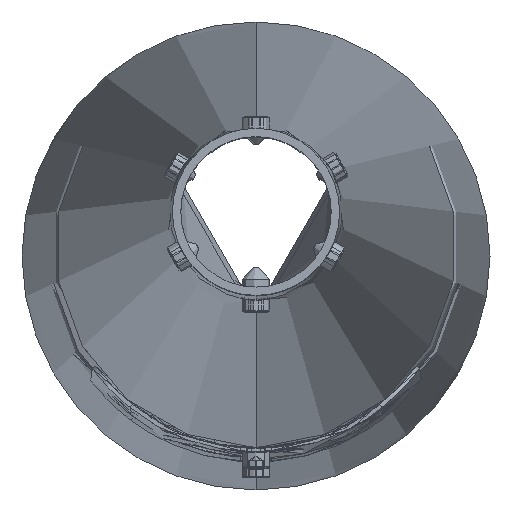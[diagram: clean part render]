
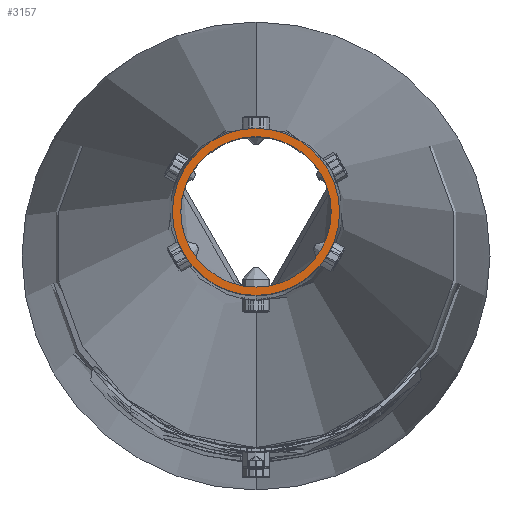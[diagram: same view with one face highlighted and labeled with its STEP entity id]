
A CAD part, top view. The second image highlights one B-rep face of the part: STEP entity #3157.
In plain terms, the highlighted face is planar.
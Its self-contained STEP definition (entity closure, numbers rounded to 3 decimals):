
#184 = AXIS2_PLACEMENT_3D ( 'NONE', #6534, #2817, #5969 ) ;
#226 = DIRECTION ( 'NONE',  ( 0., -1., 0. ) ) ;
#265 = FACE_OUTER_BOUND ( 'NONE', #2270, .T. ) ;
#333 = DIRECTION ( 'NONE',  ( 0., 1., 0. ) ) ;
#554 = DIRECTION ( 'NONE',  ( 0., 0., -1. ) ) ;
#894 = ORIENTED_EDGE ( 'NONE', *, *, #4794, .F. ) ;
#1058 = DIRECTION ( 'NONE',  ( 0., 0., -1. ) ) ;
#1165 = ORIENTED_EDGE ( 'NONE', *, *, #3205, .T. ) ;
#1472 = EDGE_LOOP ( 'NONE', ( #1165, #4684 ) ) ;
#1551 = CARTESIAN_POINT ( 'NONE',  ( 0., 9100., -30. ) ) ;
#1896 = FACE_BOUND ( 'NONE', #1472, .T. ) ;
#2066 = DIRECTION ( 'NONE',  ( 0., -1., 0. ) ) ;
#2244 = CIRCLE ( 'NONE', #6239, 30. ) ;
#2270 = EDGE_LOOP ( 'NONE', ( #894, #6327 ) ) ;
#2432 = CARTESIAN_POINT ( 'NONE',  ( 0., 9100., 30. ) ) ;
#2456 = PLANE ( 'NONE',  #4906 ) ;
#2486 = EDGE_CURVE ( 'NONE', #5161, #2837, #5343, .T. ) ;
#2564 = CARTESIAN_POINT ( 'NONE',  ( 0., 9100., -27. ) ) ;
#2686 = DIRECTION ( 'NONE',  ( 0., -1., 0. ) ) ;
#2710 = CIRCLE ( 'NONE', #7054, 27. ) ;
#2817 = DIRECTION ( 'NONE',  ( 0., -1., 0. ) ) ;
#2837 = VERTEX_POINT ( 'NONE', #1551 ) ;
#3157 = ADVANCED_FACE ( 'NONE', ( #1896, #265 ), #2456, .T. ) ;
#3205 = EDGE_CURVE ( 'NONE', #5609, #3236, #4791, .T. ) ;
#3236 = VERTEX_POINT ( 'NONE', #5480 ) ;
#3916 = EDGE_CURVE ( 'NONE', #3236, #5609, #2710, .T. ) ;
#4093 = CARTESIAN_POINT ( 'NONE',  ( 0., 9100., 0. ) ) ;
#4109 = CARTESIAN_POINT ( 'NONE',  ( -30., 9100., 0. ) ) ;
#4225 = CARTESIAN_POINT ( 'NONE',  ( 0., 9100., 0. ) ) ;
#4684 = ORIENTED_EDGE ( 'NONE', *, *, #3916, .T. ) ;
#4791 = CIRCLE ( 'NONE', #5588, 27. ) ;
#4794 = EDGE_CURVE ( 'NONE', #2837, #5161, #2244, .T. ) ;
#4906 = AXIS2_PLACEMENT_3D ( 'NONE', #4109, #333, #6280 ) ;
#4916 = CARTESIAN_POINT ( 'NONE',  ( 0., 9100., 0. ) ) ;
#5161 = VERTEX_POINT ( 'NONE', #2432 ) ;
#5343 = CIRCLE ( 'NONE', #184, 30. ) ;
#5480 = CARTESIAN_POINT ( 'NONE',  ( 0., 9100., 27. ) ) ;
#5588 = AXIS2_PLACEMENT_3D ( 'NONE', #4916, #2066, #1058 ) ;
#5609 = VERTEX_POINT ( 'NONE', #2564 ) ;
#5969 = DIRECTION ( 'NONE',  ( 0., 0., -1. ) ) ;
#6239 = AXIS2_PLACEMENT_3D ( 'NONE', #4225, #2686, #554 ) ;
#6268 = DIRECTION ( 'NONE',  ( 0., 0., -1. ) ) ;
#6280 = DIRECTION ( 'NONE',  ( 0., 0., 1. ) ) ;
#6327 = ORIENTED_EDGE ( 'NONE', *, *, #2486, .F. ) ;
#6534 = CARTESIAN_POINT ( 'NONE',  ( 0., 9100., 0. ) ) ;
#7054 = AXIS2_PLACEMENT_3D ( 'NONE', #4093, #226, #6268 ) ;
